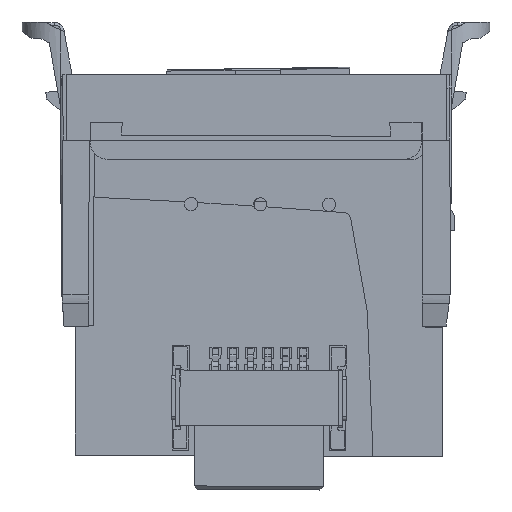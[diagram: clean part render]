
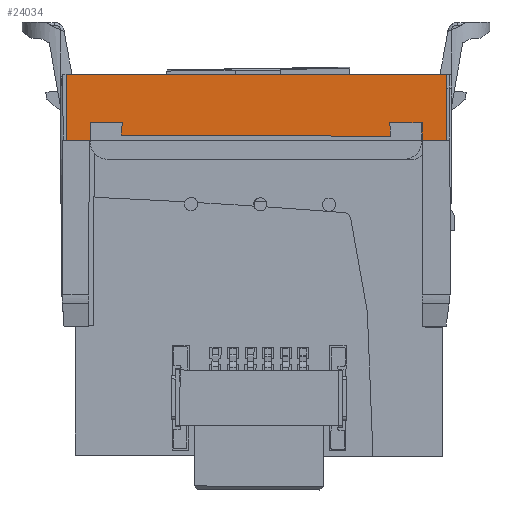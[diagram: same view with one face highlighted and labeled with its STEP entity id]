
A CAD part, left-side view. The second image highlights one B-rep face of the part: STEP entity #24034.
In plain terms, the highlighted planar face has unit normal (-1, 0, 0).
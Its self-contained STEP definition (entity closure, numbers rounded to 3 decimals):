
#246 = VERTEX_POINT ( 'NONE', #45111 ) ;
#331 = VERTEX_POINT ( 'NONE', #24661 ) ;
#474 = VECTOR ( 'NONE', #31580, 1000. ) ;
#2395 = EDGE_CURVE ( 'NONE', #86873, #55016, #72633, .T. ) ;
#4478 = ORIENTED_EDGE ( 'NONE', *, *, #60246, .T. ) ;
#5399 = VECTOR ( 'NONE', #82368, 1000. ) ;
#6003 = LINE ( 'NONE', #57526, #43294 ) ;
#6777 = EDGE_CURVE ( 'NONE', #55016, #48473, #48861, .T. ) ;
#6807 = CARTESIAN_POINT ( 'NONE',  ( 89.683, -0.001, 82.8 ) ) ;
#6886 = DIRECTION ( 'NONE',  ( 0., -1., 0. ) ) ;
#8934 = VERTEX_POINT ( 'NONE', #31063 ) ;
#9740 = CARTESIAN_POINT ( 'NONE',  ( 89.683, 5.843, 82.8 ) ) ;
#10189 = DIRECTION ( 'NONE',  ( 0., -1., 0. ) ) ;
#11905 = CARTESIAN_POINT ( 'NONE',  ( 89.683, 5.843, 78.015 ) ) ;
#13372 = ORIENTED_EDGE ( 'NONE', *, *, #31865, .T. ) ;
#13798 = DIRECTION ( 'NONE',  ( 0., 0., -1. ) ) ;
#14411 = VERTEX_POINT ( 'NONE', #9740 ) ;
#15436 = DIRECTION ( 'NONE',  ( 0., 1., 0. ) ) ;
#15459 = VERTEX_POINT ( 'NONE', #24184 ) ;
#18584 = CARTESIAN_POINT ( 'NONE',  ( 89.683, 5.843, 64.495 ) ) ;
#18618 = VECTOR ( 'NONE', #34658, 1000. ) ;
#18962 = LINE ( 'NONE', #52549, #474 ) ;
#21131 = ORIENTED_EDGE ( 'NONE', *, *, #36409, .T. ) ;
#21844 = ORIENTED_EDGE ( 'NONE', *, *, #6777, .F. ) ;
#22301 = ORIENTED_EDGE ( 'NONE', *, *, #56423, .F. ) ;
#24034 = ADVANCED_FACE ( 'NONE', ( #43723 ), #83550, .F. ) ;
#24145 = CARTESIAN_POINT ( 'NONE',  ( 89.683, -0.001, 78.015 ) ) ;
#24184 = CARTESIAN_POINT ( 'NONE',  ( 89.683, 7.593, 79.3 ) ) ;
#24661 = CARTESIAN_POINT ( 'NONE',  ( 89.683, 31.652, 78.015 ) ) ;
#25122 = CARTESIAN_POINT ( 'NONE',  ( 89.683, 33.386, 64.495 ) ) ;
#25637 = DIRECTION ( 'NONE',  ( 0., 0., 1. ) ) ;
#27793 = DIRECTION ( 'NONE',  ( 0., 0., 1. ) ) ;
#29283 = CARTESIAN_POINT ( 'NONE',  ( 89.683, 28.93, 84.823 ) ) ;
#29294 = LINE ( 'NONE', #18584, #83279 ) ;
#30028 = VECTOR ( 'NONE', #65042, 1000. ) ;
#31063 = CARTESIAN_POINT ( 'NONE',  ( 89.683, 7.593, 78.015 ) ) ;
#31315 = EDGE_CURVE ( 'NONE', #78308, #14411, #84099, .T. ) ;
#31580 = DIRECTION ( 'NONE',  ( 0., -1., 0. ) ) ;
#31865 = EDGE_CURVE ( 'NONE', #331, #246, #44845, .T. ) ;
#34074 = ORIENTED_EDGE ( 'NONE', *, *, #84433, .F. ) ;
#34658 = DIRECTION ( 'NONE',  ( 0., -0.07, -0.998 ) ) ;
#36409 = EDGE_CURVE ( 'NONE', #47339, #48473, #47172, .T. ) ;
#38433 = VERTEX_POINT ( 'NONE', #11905 ) ;
#38943 = CARTESIAN_POINT ( 'NONE',  ( 89.683, 33.386, 78.015 ) ) ;
#40525 = VECTOR ( 'NONE', #10189, 1000. ) ;
#42752 = LINE ( 'NONE', #24145, #40525 ) ;
#43156 = CARTESIAN_POINT ( 'NONE',  ( 89.683, 9.938, 79.3 ) ) ;
#43294 = VECTOR ( 'NONE', #15436, 1000. ) ;
#43723 = FACE_OUTER_BOUND ( 'NONE', #52781, .T. ) ;
#44513 = VECTOR ( 'NONE', #6886, 1000. ) ;
#44845 = LINE ( 'NONE', #55817, #80056 ) ;
#45111 = CARTESIAN_POINT ( 'NONE',  ( 89.683, 31.652, 79.311 ) ) ;
#46885 = EDGE_CURVE ( 'NONE', #246, #47339, #86760, .T. ) ;
#47172 = LINE ( 'NONE', #29283, #65873 ) ;
#47225 = VECTOR ( 'NONE', #54241, 1000. ) ;
#47339 = VERTEX_POINT ( 'NONE', #80682 ) ;
#47884 = EDGE_CURVE ( 'NONE', #74864, #78308, #63381, .T. ) ;
#48473 = VERTEX_POINT ( 'NONE', #74964 ) ;
#48861 = LINE ( 'NONE', #85882, #30028 ) ;
#52549 = CARTESIAN_POINT ( 'NONE',  ( 89.683, -0.001, 78.015 ) ) ;
#52781 = EDGE_LOOP ( 'NONE', ( #88892, #90550, #13372, #88799, #21131, #21844, #90562, #34074, #22301, #4478, #73378, #62047 ) ) ;
#54241 = DIRECTION ( 'NONE',  ( 0., -1., 0. ) ) ;
#54379 = AXIS2_PLACEMENT_3D ( 'NONE', #6807, #55852, #13798 ) ;
#55016 = VERTEX_POINT ( 'NONE', #78676 ) ;
#55817 = CARTESIAN_POINT ( 'NONE',  ( 89.683, 31.652, 82.8 ) ) ;
#55852 = DIRECTION ( 'NONE',  ( 1., 0., 0. ) ) ;
#55922 = CARTESIAN_POINT ( 'NONE',  ( 89.683, -0.001, 82.8 ) ) ;
#56423 = EDGE_CURVE ( 'NONE', #8934, #15459, #59200, .T. ) ;
#57526 = CARTESIAN_POINT ( 'NONE',  ( 89.683, -0.001, 79.3 ) ) ;
#59200 = LINE ( 'NONE', #75678, #5399 ) ;
#59270 = EDGE_CURVE ( 'NONE', #38433, #14411, #29294, .T. ) ;
#60246 = EDGE_CURVE ( 'NONE', #8934, #38433, #18962, .T. ) ;
#61172 = VECTOR ( 'NONE', #74159, 1000. ) ;
#62047 = ORIENTED_EDGE ( 'NONE', *, *, #31315, .F. ) ;
#63381 = LINE ( 'NONE', #25122, #61172 ) ;
#65042 = DIRECTION ( 'NONE',  ( 0., 1., 0.004 ) ) ;
#65873 = VECTOR ( 'NONE', #71498, 1000. ) ;
#65926 = EDGE_CURVE ( 'NONE', #74864, #331, #42752, .T. ) ;
#71498 = DIRECTION ( 'NONE',  ( 0., 0.07, -0.998 ) ) ;
#72633 = LINE ( 'NONE', #76916, #18618 ) ;
#73378 = ORIENTED_EDGE ( 'NONE', *, *, #59270, .T. ) ;
#74159 = DIRECTION ( 'NONE',  ( 0., 0., 1. ) ) ;
#74864 = VERTEX_POINT ( 'NONE', #38943 ) ;
#74964 = CARTESIAN_POINT ( 'NONE',  ( 89.683, 29.379, 78.396 ) ) ;
#75266 = CARTESIAN_POINT ( 'NONE',  ( 89.683, -0.001, 79.311 ) ) ;
#75678 = CARTESIAN_POINT ( 'NONE',  ( 89.683, 7.593, 82.8 ) ) ;
#76916 = CARTESIAN_POINT ( 'NONE',  ( 89.683, 10.133, 82.091 ) ) ;
#78308 = VERTEX_POINT ( 'NONE', #79033 ) ;
#78676 = CARTESIAN_POINT ( 'NONE',  ( 89.683, 9.869, 78.31 ) ) ;
#79033 = CARTESIAN_POINT ( 'NONE',  ( 89.683, 33.386, 82.8 ) ) ;
#80056 = VECTOR ( 'NONE', #27793, 1000. ) ;
#80682 = CARTESIAN_POINT ( 'NONE',  ( 89.683, 29.315, 79.311 ) ) ;
#82368 = DIRECTION ( 'NONE',  ( 0., 0., 1. ) ) ;
#83279 = VECTOR ( 'NONE', #25637, 1000. ) ;
#83550 = PLANE ( 'NONE',  #54379 ) ;
#84099 = LINE ( 'NONE', #55922, #44513 ) ;
#84433 = EDGE_CURVE ( 'NONE', #15459, #86873, #6003, .T. ) ;
#85882 = CARTESIAN_POINT ( 'NONE',  ( 89.683, 0.019, 78.267 ) ) ;
#86760 = LINE ( 'NONE', #75266, #47225 ) ;
#86873 = VERTEX_POINT ( 'NONE', #43156 ) ;
#88799 = ORIENTED_EDGE ( 'NONE', *, *, #46885, .T. ) ;
#88892 = ORIENTED_EDGE ( 'NONE', *, *, #47884, .F. ) ;
#90550 = ORIENTED_EDGE ( 'NONE', *, *, #65926, .T. ) ;
#90562 = ORIENTED_EDGE ( 'NONE', *, *, #2395, .F. ) ;
